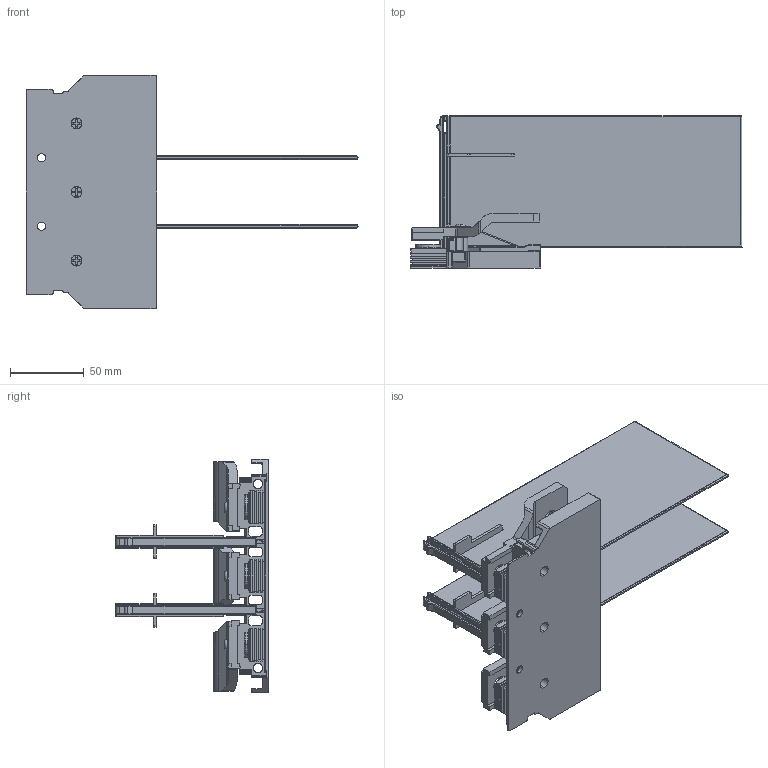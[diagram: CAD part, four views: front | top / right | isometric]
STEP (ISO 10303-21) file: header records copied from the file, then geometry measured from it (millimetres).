
FILE_DESCRIPTION((''),'2;1');
FILE_NAME('1SDH002065A1120_IGES','2020-07-21T16:13:42',('ITMADEL7'),(''),'CREO PARAMETRIC BY PTC INC, 2019030','CREO PARAMETRIC BY PTC INC, 2019030','');
FILE_SCHEMA(('AUTOMOTIVE_DESIGN { 1 0 10303 214 1 1 1 1 }'));
Products named in the file (1): 1SDH002065A1120_IGES
Bounding box: 225 x 103.41 x 158.5 mm (x, y, z)
Volume: 258693.8 mm3; surface area: 177187.1 mm2
Topology: 3 solids, 6 shells, 1876 faces, 4738 edges, 2911 vertices
Faces by surface type: plane 723, cylinder 703, torus 238, sphere 111, bspline 51, cone 50
Entity records: 67202 total; most frequent: CARTESIAN_POINT 18079, DIRECTION 9717, ORIENTED_EDGE 9476, EDGE_CURVE 4738, AXIS2_PLACEMENT_3D 3552, VERTEX_POINT 2911, VECTOR 2613, LINE 2613
